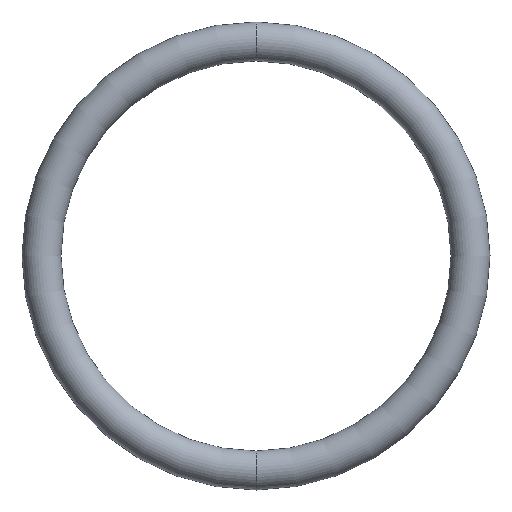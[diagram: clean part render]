
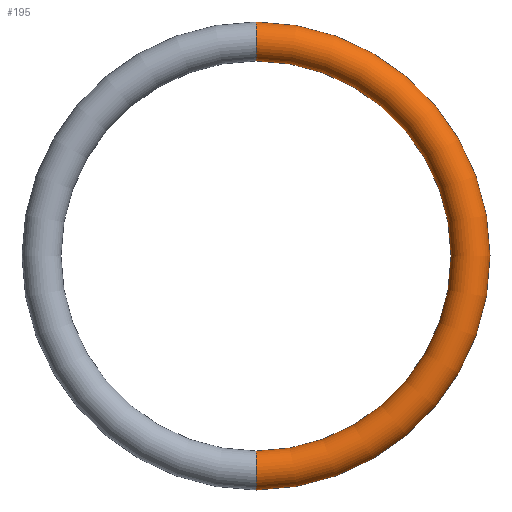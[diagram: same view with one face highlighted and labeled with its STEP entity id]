
A CAD part, front view. The second image highlights one B-rep face of the part: STEP entity #195.
In plain terms, the highlighted toroidal (fillet/blend) face has major radius 29.335 mm and minor radius 2.665 mm.
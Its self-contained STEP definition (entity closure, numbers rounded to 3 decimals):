
#5 = DIRECTION ( 'NONE',  ( 1., 0., 0. ) ) ;
#7 = AXIS2_PLACEMENT_3D ( 'NONE', #159, #150, #96 ) ;
#17 = VERTEX_POINT ( 'NONE', #123 ) ;
#18 = VERTEX_POINT ( 'NONE', #86 ) ;
#20 = ORIENTED_EDGE ( 'NONE', *, *, #203, .T. ) ;
#28 = EDGE_CURVE ( 'NONE', #17, #18, #37, .T. ) ;
#33 = CARTESIAN_POINT ( 'NONE',  ( 0., 0., -26.67 ) ) ;
#35 = CARTESIAN_POINT ( 'NONE',  ( 0., 0., 29.335 ) ) ;
#37 = CIRCLE ( 'NONE', #42, 2.665 ) ;
#42 = AXIS2_PLACEMENT_3D ( 'NONE', #35, #88, #59 ) ;
#44 = EDGE_CURVE ( 'NONE', #18, #72, #213, .T. ) ;
#47 = EDGE_CURVE ( 'NONE', #103, #72, #116, .T. ) ;
#49 = AXIS2_PLACEMENT_3D ( 'NONE', #202, #5, #164 ) ;
#55 = CARTESIAN_POINT ( 'NONE',  ( 0., 0., -32. ) ) ;
#59 = DIRECTION ( 'NONE',  ( 0., 0., 1. ) ) ;
#72 = VERTEX_POINT ( 'NONE', #55 ) ;
#73 = AXIS2_PLACEMENT_3D ( 'NONE', #208, #133, #87 ) ;
#83 = DIRECTION ( 'NONE',  ( 0., 0., 1. ) ) ;
#86 = CARTESIAN_POINT ( 'NONE',  ( 0., 0., 32. ) ) ;
#87 = DIRECTION ( 'NONE',  ( 0., 0., 1. ) ) ;
#88 = DIRECTION ( 'NONE',  ( -1., 0., 0. ) ) ;
#96 = DIRECTION ( 'NONE',  ( 0., 0., 1. ) ) ;
#103 = VERTEX_POINT ( 'NONE', #33 ) ;
#116 = CIRCLE ( 'NONE', #49, 2.665 ) ;
#119 = ORIENTED_EDGE ( 'NONE', *, *, #47, .T. ) ;
#123 = CARTESIAN_POINT ( 'NONE',  ( 0., 0., 26.67 ) ) ;
#129 = ORIENTED_EDGE ( 'NONE', *, *, #44, .F. ) ;
#133 = DIRECTION ( 'NONE',  ( 0., 1., 0. ) ) ;
#136 = TOROIDAL_SURFACE ( 'NONE', #73, 29.335, 2.665 ) ;
#141 = FACE_OUTER_BOUND ( 'NONE', #165, .T. ) ;
#150 = DIRECTION ( 'NONE',  ( 0., 1., 0. ) ) ;
#154 = CIRCLE ( 'NONE', #7, 26.67 ) ;
#159 = CARTESIAN_POINT ( 'NONE',  ( 0., 0., 0. ) ) ;
#164 = DIRECTION ( 'NONE',  ( 0., 0., -1. ) ) ;
#165 = EDGE_LOOP ( 'NONE', ( #129, #182, #20, #119 ) ) ;
#174 = DIRECTION ( 'NONE',  ( 0., 1., 0. ) ) ;
#182 = ORIENTED_EDGE ( 'NONE', *, *, #28, .F. ) ;
#188 = CARTESIAN_POINT ( 'NONE',  ( 0., 0., 0. ) ) ;
#195 = ADVANCED_FACE ( 'NONE', ( #141 ), #136, .T. ) ;
#198 = AXIS2_PLACEMENT_3D ( 'NONE', #188, #174, #83 ) ;
#202 = CARTESIAN_POINT ( 'NONE',  ( 0., 0., -29.335 ) ) ;
#203 = EDGE_CURVE ( 'NONE', #17, #103, #154, .T. ) ;
#208 = CARTESIAN_POINT ( 'NONE',  ( 0., 0., 0. ) ) ;
#213 = CIRCLE ( 'NONE', #198, 32. ) ;
